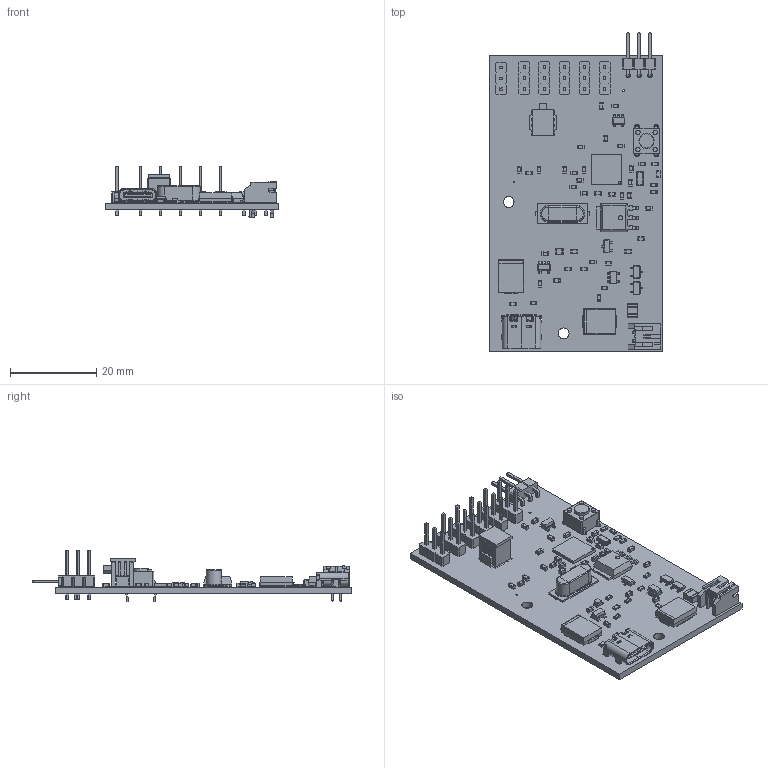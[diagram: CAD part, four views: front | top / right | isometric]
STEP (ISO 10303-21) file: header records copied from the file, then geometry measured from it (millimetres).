
FILE_DESCRIPTION(('KiCad electronic assembly'),'2;1');
FILE_NAME('nrfMain.step','2025-03-09T22:44:18',('Pcbnew'),('Kicad'), 'Open CASCADE STEP processor 7.8','KiCad to STEP converter','Unknown' );
FILE_SCHEMA(('AUTOMOTIVE_DESIGN { 1 0 10303 214 1 1 1 1 }'));
Length unit declared in the file: millimetre
Products named in the file (40): nrfMain 1; R_0603_1608Metric; Fuse_1210_3225Metric; PinHeader_1x03_P2.54mm_Vertical; PinHeader_1x03_P254mm_Vertical; C_0603_1608Metric; L_0603_1608Metric; USB_C_Receptacle_GCT_USB4105-xx-A_16P_TopMnt_Horizontal; USB_C_Receptacle_16P_TopMnt_Horizontal_GCT_USB4105-xx-A; SOT-23-5; SOT_23_5; SW_PUSH_6mm; TO-252-3_TabPin2; CQ assembly; SOT-23; SOT_23; TSOT-23; TSOT_23; LED_0805_2012Metric; D_SMC; Crystal_SMD_HC49-SD; FTSH-105-01-F-DV-P-TR; FTSH-105-01-F-DV-K-P-TR; Nordic_AQFN-73-1EP_7x7mm_P0.5mm; JST_PH_S2B-PH-K_1x02_P2.00mm_Horizontal; JST_S2B_PH_K; Crystal_SMD_3215-2Pin_3.2x1.5mm; PinHeader_1x03_P2.54mm_Horizontal; PinHeader_1x03_P254mm_Horizontal; nrfMain_PCB
Assembly tree (85 placements, depth 3):
  nrfMain 1
    R_0603_1608Metric  x13
      R_0603_1608Metric
    Fuse_1210_3225Metric
      Fuse_1210_3225Metric
    PinHeader_1x03_P2.54mm_Vertical  x6
      PinHeader_1x03_P254mm_Vertical
    C_0603_1608Metric  x25
      C_0603_1608Metric
    L_0603_1608Metric  x2
      L_0603_1608Metric
    USB_C_Receptacle_GCT_USB4105-xx-A_16P_TopMnt_Horizontal
      USB_C_Receptacle_16P_TopMnt_Horizontal_GCT_USB4105-xx-A
    SOT-23-5  x3
      SOT_23_5
    SW_PUSH_6mm
      SW_PUSH_6mm
    TO-252-3_TabPin2
      CQ assembly
    SOT-23
      SOT_23
    TSOT-23  x2
      TSOT_23
    LED_0805_2012Metric
      LED_0805_2012Metric
    D_SMC  x2
      D_SMC
    Crystal_SMD_HC49-SD
      Crystal_SMD_HC49-SD
    FTSH-105-01-F-DV-P-TR
      FTSH-105-01-F-DV-K-P-TR
    Nordic_AQFN-73-1EP_7x7mm_P0.5mm
      Nordic_AQFN-73-1EP_7x7mm_P0.5mm
    JST_PH_S2B-PH-K_1x02_P2.00mm_Horizontal
      JST_S2B_PH_K
    Crystal_SMD_3215-2Pin_3.2x1.5mm
      Crystal_SMD_3215-2Pin_3.2x1.5mm
    PinHeader_1x03_P2.54mm_Horizontal
      PinHeader_1x03_P254mm_Horizontal
    nrfMain_PCB
Bounding box: 40.25 x 74.13 x 12.04 mm (x, y, z)
Volume: 5889.5 mm3; surface area: 10122.9 mm2
Topology: 108 solids, 108 shells, 4020 faces, 10055 edges, 6425 vertices
Faces by surface type: plane 2833, cylinder 952, bspline 188, torus 39, cone 8
Full cylindrical faces by diameter (mm): 0.25 x73, 0.3 x1, 0.5 x4, 0.65 x2, 0.75 x2, 1 x26, 1.1 x4, 2.5 x2, 3.5 x1
Entity records: 81386 total; most frequent: CARTESIAN_POINT 12336, ORIENTED_EDGE 11368, DIRECTION 11170, EDGE_CURVE 5684, LINE 4488, VECTOR 4488, VERTEX_POINT 3611, AXIS2_PLACEMENT_3D 3341
